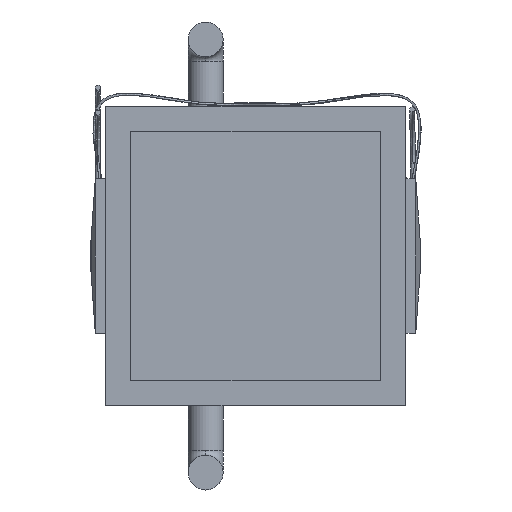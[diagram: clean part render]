
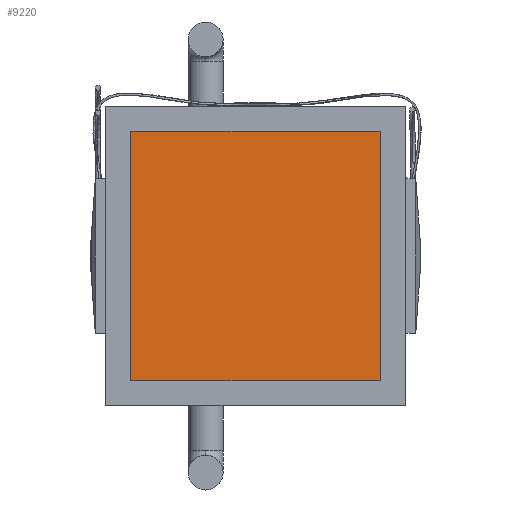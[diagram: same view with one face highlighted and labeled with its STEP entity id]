
A CAD part, front view. The second image highlights one B-rep face of the part: STEP entity #9220.
In plain terms, the highlighted planar face has unit normal (0, -1, 0).
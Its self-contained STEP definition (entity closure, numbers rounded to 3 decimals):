
#514 = LINE ( 'NONE', #2013, #5848 ) ;
#1253 = LINE ( 'NONE', #6256, #5629 ) ;
#1532 = VERTEX_POINT ( 'NONE', #7027 ) ;
#1637 = VERTEX_POINT ( 'NONE', #2951 ) ;
#2013 = CARTESIAN_POINT ( 'NONE',  ( 2.5, 0.01, 2.5 ) ) ;
#2108 = ORIENTED_EDGE ( 'NONE', *, *, #9617, .T. ) ;
#2423 = VECTOR ( 'NONE', #5920, 1000. ) ;
#2532 = DIRECTION ( 'NONE',  ( 0., 0., -1. ) ) ;
#2951 = CARTESIAN_POINT ( 'NONE',  ( 2.5, 0.01, 2.5 ) ) ;
#3271 = DIRECTION ( 'NONE',  ( 0., -1., 0. ) ) ;
#3390 = PLANE ( 'NONE',  #3920 ) ;
#3920 = AXIS2_PLACEMENT_3D ( 'NONE', #8429, #3271, #2532 ) ;
#3997 = EDGE_CURVE ( 'NONE', #8154, #1637, #514, .T. ) ;
#4404 = CARTESIAN_POINT ( 'NONE',  ( -2.5, 0.01, -2.5 ) ) ;
#4479 = LINE ( 'NONE', #4404, #10205 ) ;
#5383 = EDGE_CURVE ( 'NONE', #1532, #8154, #4479, .T. ) ;
#5629 = VECTOR ( 'NONE', #6536, 1000. ) ;
#5848 = VECTOR ( 'NONE', #7999, 1000. ) ;
#5920 = DIRECTION ( 'NONE',  ( -1., 0., 0. ) ) ;
#6022 = ORIENTED_EDGE ( 'NONE', *, *, #3997, .T. ) ;
#6027 = CARTESIAN_POINT ( 'NONE',  ( 2.5, 0.01, -2.5 ) ) ;
#6098 = ORIENTED_EDGE ( 'NONE', *, *, #5383, .T. ) ;
#6256 = CARTESIAN_POINT ( 'NONE',  ( -2.5, 0.01, 2.5 ) ) ;
#6536 = DIRECTION ( 'NONE',  ( 0., 0., -1. ) ) ;
#6980 = DIRECTION ( 'NONE',  ( 1., 0., 0. ) ) ;
#7027 = CARTESIAN_POINT ( 'NONE',  ( -2.5, 0.01, -2.5 ) ) ;
#7797 = FACE_OUTER_BOUND ( 'NONE', #8541, .T. ) ;
#7999 = DIRECTION ( 'NONE',  ( 0., 0., 1. ) ) ;
#8154 = VERTEX_POINT ( 'NONE', #6027 ) ;
#8306 = LINE ( 'NONE', #10874, #2423 ) ;
#8429 = CARTESIAN_POINT ( 'NONE',  ( 0., 0.01, 0. ) ) ;
#8541 = EDGE_LOOP ( 'NONE', ( #6022, #10946, #2108, #6098 ) ) ;
#9101 = CARTESIAN_POINT ( 'NONE',  ( -2.5, 0.01, 2.5 ) ) ;
#9111 = VERTEX_POINT ( 'NONE', #9101 ) ;
#9220 = ADVANCED_FACE ( 'NONE', ( #7797 ), #3390, .T. ) ;
#9617 = EDGE_CURVE ( 'NONE', #9111, #1532, #1253, .T. ) ;
#9915 = EDGE_CURVE ( 'NONE', #1637, #9111, #8306, .T. ) ;
#10205 = VECTOR ( 'NONE', #6980, 1000. ) ;
#10874 = CARTESIAN_POINT ( 'NONE',  ( -2.5, 0.01, 2.5 ) ) ;
#10946 = ORIENTED_EDGE ( 'NONE', *, *, #9915, .T. ) ;
